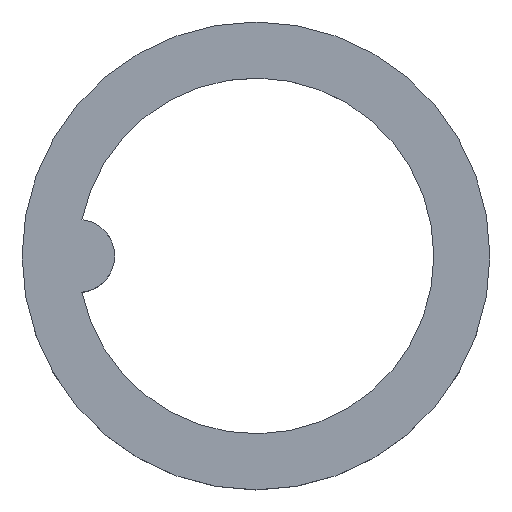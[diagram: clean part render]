
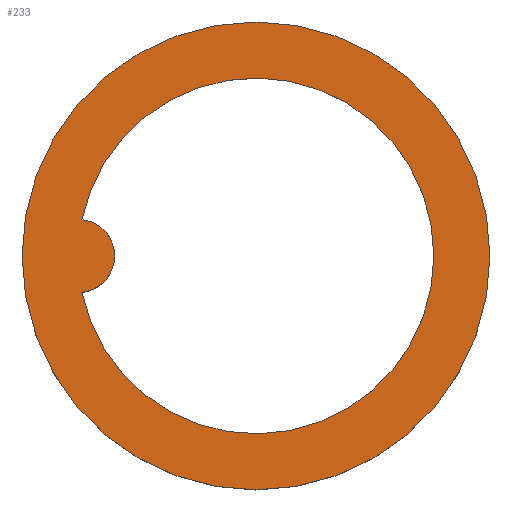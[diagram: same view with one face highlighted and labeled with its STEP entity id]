
A CAD part, top view. The second image highlights one B-rep face of the part: STEP entity #233.
In plain terms, the highlighted planar face has unit normal (0, 0, 1).
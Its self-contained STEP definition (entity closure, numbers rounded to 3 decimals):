
#18=FACE_BOUND('',#76,.T.);
#21=PLANE('',#281);
#60=FACE_OUTER_BOUND('',#75,.T.);
#75=EDGE_LOOP('',(#214));
#76=EDGE_LOOP('',(#215,#216,#217));
#80=CIRCLE('',#253,6.5);
#81=CIRCLE('',#254,6.5);
#89=CIRCLE('',#266,31.7);
#97=CIRCLE('',#280,41.7);
#100=VERTEX_POINT('',#368);
#101=VERTEX_POINT('',#370);
#105=VERTEX_POINT('',#408);
#118=VERTEX_POINT('',#478);
#123=EDGE_CURVE('',#100,#101,#80,.T.);
#128=EDGE_CURVE('',#105,#100,#81,.T.);
#139=EDGE_CURVE('',#101,#105,#89,.T.);
#150=EDGE_CURVE('',#118,#118,#97,.T.);
#214=ORIENTED_EDGE('',*,*,#150,.T.);
#215=ORIENTED_EDGE('',*,*,#128,.F.);
#216=ORIENTED_EDGE('',*,*,#139,.F.);
#217=ORIENTED_EDGE('',*,*,#123,.F.);
#233=ADVANCED_FACE('',(#60,#18),#21,.T.);
#253=AXIS2_PLACEMENT_3D('',#371,#295,#296);
#254=AXIS2_PLACEMENT_3D('',#410,#299,#300);
#266=AXIS2_PLACEMENT_3D('',#456,#324,#325);
#280=AXIS2_PLACEMENT_3D('',#479,#355,#356);
#281=AXIS2_PLACEMENT_3D('',#481,#358,#359);
#295=DIRECTION('center_axis',(0.,0.,-1.));
#296=DIRECTION('ref_axis',(1.,0.,0.));
#299=DIRECTION('center_axis',(0.,0.,-1.));
#300=DIRECTION('ref_axis',(1.,0.,0.));
#324=DIRECTION('center_axis',(0.,0.,1.));
#325=DIRECTION('ref_axis',(1.,0.,0.));
#355=DIRECTION('center_axis',(0.,0.,1.));
#356=DIRECTION('ref_axis',(1.,0.,0.));
#358=DIRECTION('center_axis',(0.,0.,1.));
#359=DIRECTION('ref_axis',(1.,0.,0.));
#368=CARTESIAN_POINT('',(-25.2,0.,100.));
#370=CARTESIAN_POINT('',(-31.034,-6.466,100.));
#371=CARTESIAN_POINT('Origin',(-31.7,0.,100.));
#408=CARTESIAN_POINT('',(-31.034,6.466,100.));
#410=CARTESIAN_POINT('Origin',(-31.7,0.,100.));
#456=CARTESIAN_POINT('Origin',(0.,0.,100.));
#478=CARTESIAN_POINT('',(0.,41.7,100.));
#479=CARTESIAN_POINT('Origin',(0.,0.,100.));
#481=CARTESIAN_POINT('Origin',(0.,-31.7,100.));
